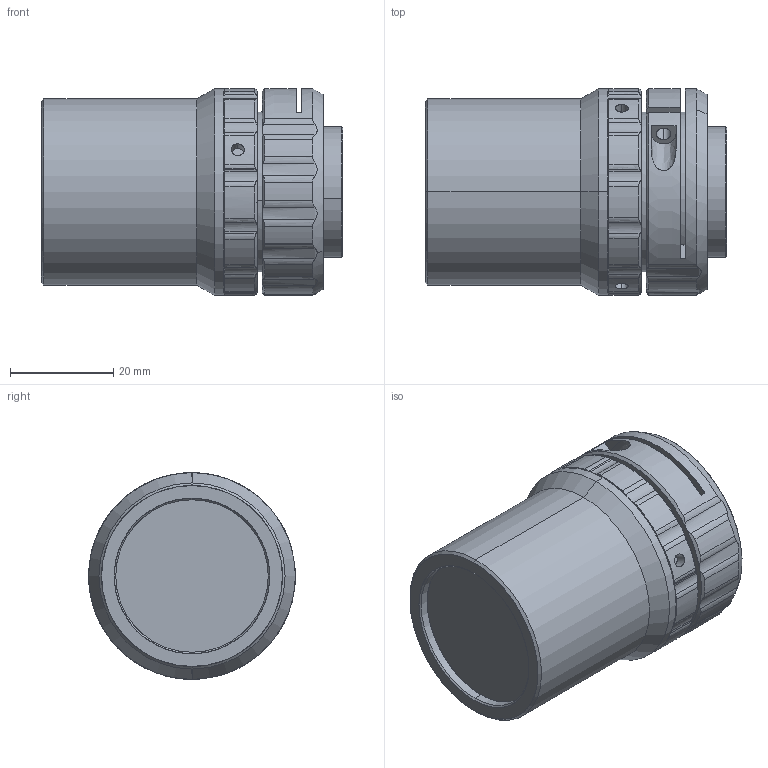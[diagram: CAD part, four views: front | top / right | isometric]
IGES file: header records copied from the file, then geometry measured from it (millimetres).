
Start section: SolidWorks IGES file using analytic representation for surfaces
Global section: file name: WWT121-015-357.IGS; native system: SolidWorks 2017; preprocessor: SolidWorks 2017; author: wenru; date: 220803.101322; units: millimetre
Bounding box: 58.31 x 40 x 40 mm (x, y, z)
Surface area: 11447.9 mm2 (no closed solid volume)
Topology: 0 solids, 0 shells, 199 faces, 2690 edges, 2688 vertices
Faces by surface type: revolution 155, bspline 44
